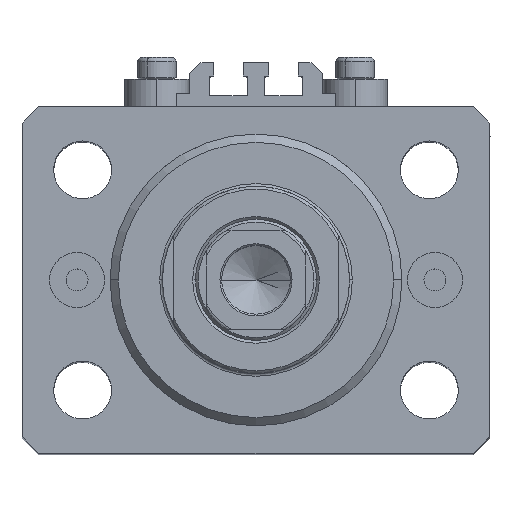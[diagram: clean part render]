
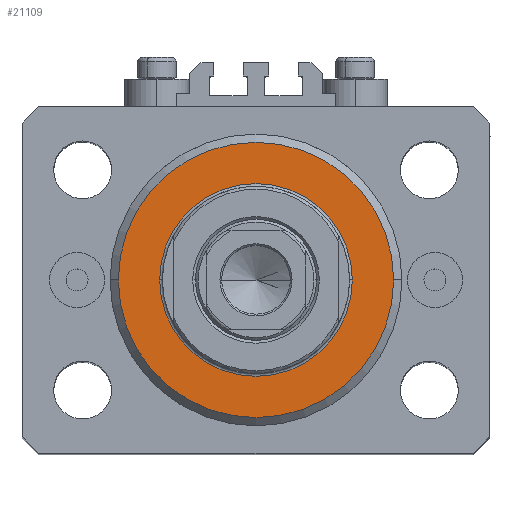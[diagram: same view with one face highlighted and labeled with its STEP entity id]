
A CAD part, top view. The second image highlights one B-rep face of the part: STEP entity #21109.
In plain terms, the highlighted face is planar.
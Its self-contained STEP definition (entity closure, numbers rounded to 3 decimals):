
#125 = CARTESIAN_POINT ( 'NONE',  ( 0., 0., 0. ) ) ;
#1899 = VERTEX_POINT ( 'NONE', #32281 ) ;
#2270 = AXIS2_PLACEMENT_3D ( 'NONE', #24595, #39097, #13862 ) ;
#3012 = EDGE_CURVE ( 'NONE', #15519, #3850, #33471, .T. ) ;
#3486 = CARTESIAN_POINT ( 'NONE',  ( -25., 0., 0. ) ) ;
#3850 = VERTEX_POINT ( 'NONE', #5583 ) ;
#5583 = CARTESIAN_POINT ( 'NONE',  ( -17.5, 0., 0. ) ) ;
#6648 = DIRECTION ( 'NONE',  ( 1., 0., 0. ) ) ;
#7086 = EDGE_CURVE ( 'NONE', #3850, #15519, #25980, .T. ) ;
#7439 = CARTESIAN_POINT ( 'NONE',  ( 17.5, 0., 0. ) ) ;
#10669 = CARTESIAN_POINT ( 'NONE',  ( 0., 0., 0. ) ) ;
#11842 = AXIS2_PLACEMENT_3D ( 'NONE', #10669, #25200, #36150 ) ;
#12436 = DIRECTION ( 'NONE',  ( 1., 0., 0. ) ) ;
#13862 = DIRECTION ( 'NONE',  ( 1., 0., 0. ) ) ;
#14533 = DIRECTION ( 'NONE',  ( 0., 0., -1. ) ) ;
#14829 = AXIS2_PLACEMENT_3D ( 'NONE', #36194, #14533, #6648 ) ;
#15519 = VERTEX_POINT ( 'NONE', #7439 ) ;
#15762 = ORIENTED_EDGE ( 'NONE', *, *, #42537, .T. ) ;
#16181 = EDGE_LOOP ( 'NONE', ( #18618, #15762 ) ) ;
#16350 = CIRCLE ( 'NONE', #45973, 25. ) ;
#17619 = AXIS2_PLACEMENT_3D ( 'NONE', #29822, #19821, #12436 ) ;
#18618 = ORIENTED_EDGE ( 'NONE', *, *, #45772, .T. ) ;
#19821 = DIRECTION ( 'NONE',  ( 0., 0., 1. ) ) ;
#21109 = ADVANCED_FACE ( 'NONE', ( #21173, #43276 ), #47079, .F. ) ;
#21173 = FACE_BOUND ( 'NONE', #38083, .T. ) ;
#24595 = CARTESIAN_POINT ( 'NONE',  ( 0., 0., 0. ) ) ;
#25200 = DIRECTION ( 'NONE',  ( 0., 0., 1. ) ) ;
#25980 = CIRCLE ( 'NONE', #17619, 17.5 ) ;
#26886 = ORIENTED_EDGE ( 'NONE', *, *, #3012, .T. ) ;
#27768 = VERTEX_POINT ( 'NONE', #3486 ) ;
#28464 = DIRECTION ( 'NONE',  ( 1., 0., 0. ) ) ;
#29822 = CARTESIAN_POINT ( 'NONE',  ( 0., 0., 0. ) ) ;
#32281 = CARTESIAN_POINT ( 'NONE',  ( 25., 0., 0. ) ) ;
#33471 = CIRCLE ( 'NONE', #2270, 17.5 ) ;
#35343 = CIRCLE ( 'NONE', #14829, 25. ) ;
#36150 = DIRECTION ( 'NONE',  ( 1., 0., 0. ) ) ;
#36194 = CARTESIAN_POINT ( 'NONE',  ( 0., 0., 0. ) ) ;
#38083 = EDGE_LOOP ( 'NONE', ( #26886, #46188 ) ) ;
#39097 = DIRECTION ( 'NONE',  ( 0., 0., 1. ) ) ;
#42537 = EDGE_CURVE ( 'NONE', #27768, #1899, #16350, .T. ) ;
#43276 = FACE_OUTER_BOUND ( 'NONE', #16181, .T. ) ;
#43691 = DIRECTION ( 'NONE',  ( 0., 0., -1. ) ) ;
#45772 = EDGE_CURVE ( 'NONE', #1899, #27768, #35343, .T. ) ;
#45973 = AXIS2_PLACEMENT_3D ( 'NONE', #125, #43691, #28464 ) ;
#46188 = ORIENTED_EDGE ( 'NONE', *, *, #7086, .T. ) ;
#47079 = PLANE ( 'NONE',  #11842 ) ;
